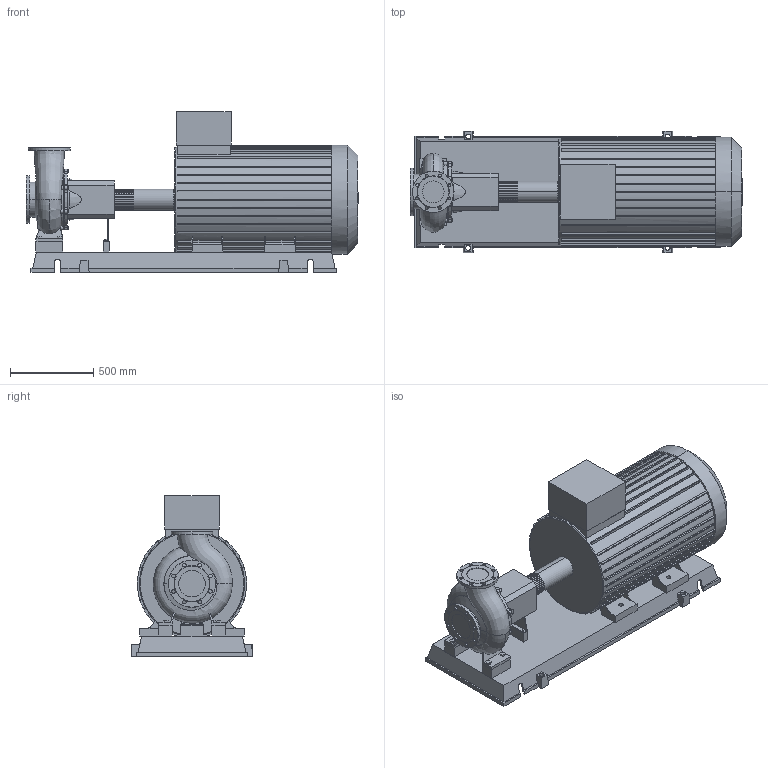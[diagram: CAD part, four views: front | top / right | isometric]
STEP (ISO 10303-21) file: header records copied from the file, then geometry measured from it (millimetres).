
FILE_DESCRIPTION((''),'2;1');
FILE_NAME('3d_NL125_200-110-2-12-4109395.stp','2015-03-03T07:24:37',(''),(''),'Mechanical Desktop 2009','Mechanical Desktop 2009',', , ');
FILE_SCHEMA(('CONFIG_CONTROL_DESIGN'));
Length unit declared in the file: millimetre
Products named in the file (1): Product
Bounding box: 1997 x 730 x 968 mm (x, y, z)
Volume: 448244003.8 mm3; surface area: 9531743.8 mm2
Topology: 14 solids, 14 shells, 916 faces, 2418 edges, 1587 vertices
Faces by surface type: plane 479, cylinder 256, bspline 153, cone 14, torus 14
Entity records: 32642 total; most frequent: CARTESIAN_POINT 9683, ORIENTED_EDGE 4836, DIRECTION 4637, EDGE_CURVE 2418, VERTEX_POINT 1584, AXIS2_PLACEMENT_3D 1562, VECTOR 1513, LINE 1513
